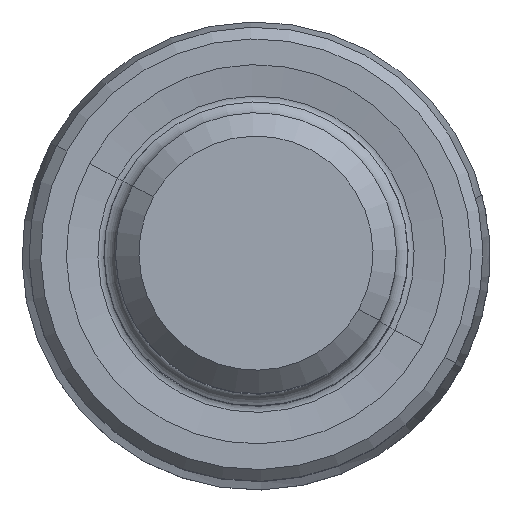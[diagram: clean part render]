
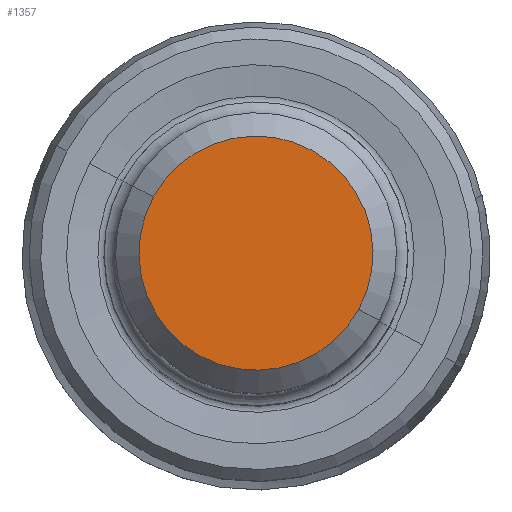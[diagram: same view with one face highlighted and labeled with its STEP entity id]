
A CAD part, top view. The second image highlights one B-rep face of the part: STEP entity #1357.
In plain terms, the highlighted planar face has unit normal (0, 0, 1).
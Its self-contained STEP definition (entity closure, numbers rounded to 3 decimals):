
#60=CARTESIAN_POINT('Vertex',(-2.194,1.199,36.5)) ;
#76=CARTESIAN_POINT('Vertex',(2.194,-1.199,36.5)) ;
#79=CARTESIAN_POINT('Axis2P3D Location',(0.,0.,36.5)) ;
#96=CARTESIAN_POINT('Axis2P3D Location',(0.,0.,36.5)) ;
#1348=CARTESIAN_POINT('Axis2P3D Location',(2.5,0.,36.5)) ;
#80=DIRECTION('Axis2P3D Direction',(0.,0.,-1.)) ;
#97=DIRECTION('Axis2P3D Direction',(0.,0.,-1.)) ;
#1349=DIRECTION('Axis2P3D Direction',(0.,0.,-1.)) ;
#1350=DIRECTION('Axis2P3D XDirection',(1.,0.,0.)) ;
#81=AXIS2_PLACEMENT_3D('Circle Axis2P3D',#79,#80,$) ;
#98=AXIS2_PLACEMENT_3D('Circle Axis2P3D',#96,#97,$) ;
#1351=AXIS2_PLACEMENT_3D('Plane Axis2P3D',#1348,#1349,#1350) ;
#1354=ORIENTED_EDGE('',*,*,#100,.F.) ;
#1355=ORIENTED_EDGE('',*,*,#83,.F.) ;
#1357=ADVANCED_FACE('Hauptk\X2\00F6\X0\rper',(#1356),#1352,.F.) ;
#82=CIRCLE('generated circle',#81,2.5) ;
#99=CIRCLE('generated circle',#98,2.5) ;
#83=EDGE_CURVE('',#77,#61,#82,.T.) ;
#100=EDGE_CURVE('',#61,#77,#99,.T.) ;
#1353=EDGE_LOOP('',(#1354,#1355)) ;
#1356=FACE_OUTER_BOUND('',#1353,.T.) ;
#1352=PLANE('',#1351) ;
#61=VERTEX_POINT('',#60) ;
#77=VERTEX_POINT('',#76) ;
